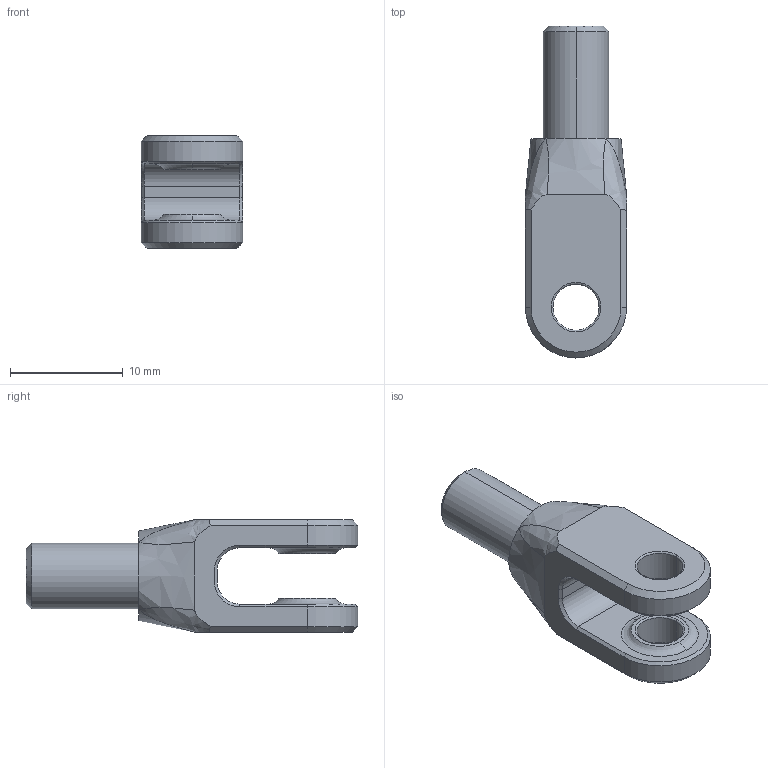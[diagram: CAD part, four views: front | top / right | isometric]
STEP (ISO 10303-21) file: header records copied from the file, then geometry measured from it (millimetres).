
FILE_DESCRIPTION (( 'STEP AP214' ), '1' );
FILE_NAME ('clevis.STEP', '2018-04-09T09:40:45', ( '' ), ( '' ), 'SwSTEP 2.0', 'SolidWorks 2015', '' );
FILE_SCHEMA (( 'AUTOMOTIVE_DESIGN' ));
Length unit declared in the file: millimetre
Products named in the file (1): clevis
Bounding box: 9 x 29.5 x 10 mm (x, y, z)
Volume: 1160.3 mm3; surface area: 1186.4 mm2
Topology: 1 solids, 1 shells, 68 faces, 156 edges, 90 vertices
Faces by surface type: plane 22, torus 16, cylinder 12, cone 10, bspline 8
Entity records: 2320 total; most frequent: CARTESIAN_POINT 779, DIRECTION 328, ORIENTED_EDGE 304, EDGE_CURVE 152, AXIS2_PLACEMENT_3D 135, VERTEX_POINT 90, EDGE_LOOP 76, CIRCLE 74
